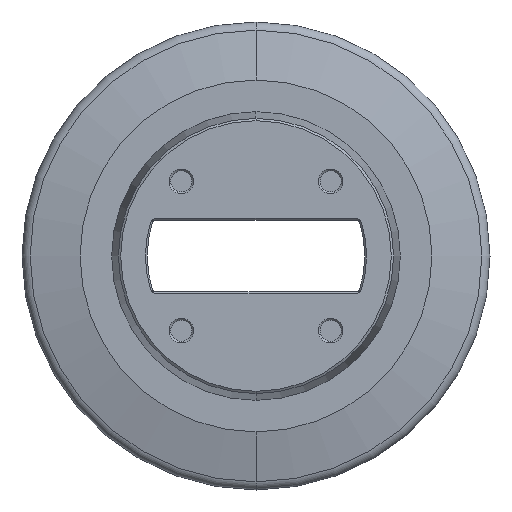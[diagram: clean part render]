
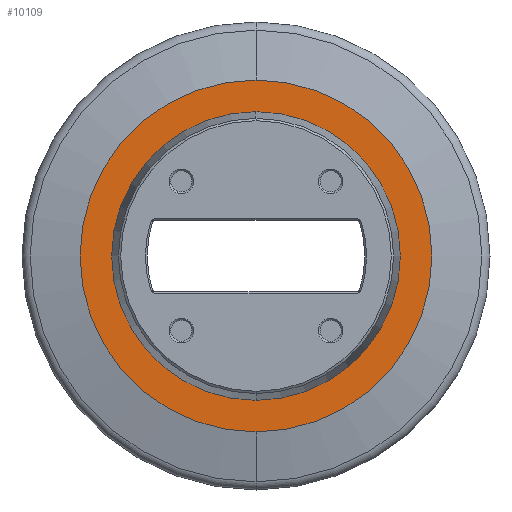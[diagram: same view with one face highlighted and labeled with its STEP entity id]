
A CAD part, front view. The second image highlights one B-rep face of the part: STEP entity #10109.
In plain terms, the highlighted planar face has unit normal (0, -1, 0).
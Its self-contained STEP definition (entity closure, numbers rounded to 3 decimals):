
#511 = DIRECTION ( 'NONE',  ( 0., 0., -1. ) ) ;
#512 = DIRECTION ( 'NONE',  ( 0., -1., 0. ) ) ;
#513 = CARTESIAN_POINT ( 'NONE',  ( 0., -103.5, 0. ) ) ;
#514 = DIRECTION ( 'NONE',  ( 0., 0., 1. ) ) ;
#515 = DIRECTION ( 'NONE',  ( 0., 1., 0. ) ) ;
#516 = CARTESIAN_POINT ( 'NONE',  ( 0., -103.5, 0. ) ) ;
#568 = DIRECTION ( 'NONE',  ( 0., 0., -1. ) ) ;
#569 = DIRECTION ( 'NONE',  ( 0., -1., 0. ) ) ;
#570 = CARTESIAN_POINT ( 'NONE',  ( 0., -103.5, 0. ) ) ;
#2131 = DIRECTION ( 'NONE',  ( 0., 1., 0. ) ) ;
#2132 = CARTESIAN_POINT ( 'NONE',  ( 0., -103.5, 0. ) ) ;
#2140 = DIRECTION ( 'NONE',  ( 0., 0., 1. ) ) ;
#2658 = EDGE_CURVE ( 'NONE', #3987, #3751, #4292, .T. ) ;
#2834 = EDGE_CURVE ( 'NONE', #4133, #3499, #6811, .T. ) ;
#2850 = EDGE_CURVE ( 'NONE', #3751, #3987, #6769, .T. ) ;
#2851 = EDGE_CURVE ( 'NONE', #3499, #4133, #6766, .T. ) ;
#3499 = VERTEX_POINT ( 'NONE', #9668 ) ;
#3751 = VERTEX_POINT ( 'NONE', #9981 ) ;
#3987 = VERTEX_POINT ( 'NONE', #9596 ) ;
#3997 = EDGE_LOOP ( 'NONE', ( #7972, #7968 ) ) ;
#4133 = VERTEX_POINT ( 'NONE', #9606 ) ;
#4181 = EDGE_LOOP ( 'NONE', ( #7943, #7964 ) ) ;
#4279 = AXIS2_PLACEMENT_3D ( 'NONE', #2132, #2131, #2140 ) ;
#4292 = CIRCLE ( 'NONE', #4279, 50. ) ;
#4799 = FACE_OUTER_BOUND ( 'NONE', #3997, .T. ) ;
#4803 = FACE_BOUND ( 'NONE', #4181, .T. ) ;
#5692 = AXIS2_PLACEMENT_3D ( 'NONE', #9344, #9346, #9347 ) ;
#6765 = AXIS2_PLACEMENT_3D ( 'NONE', #513, #512, #511 ) ;
#6766 = CIRCLE ( 'NONE', #6765, 41. ) ;
#6767 = AXIS2_PLACEMENT_3D ( 'NONE', #516, #515, #514 ) ;
#6769 = CIRCLE ( 'NONE', #6767, 50. ) ;
#6798 = AXIS2_PLACEMENT_3D ( 'NONE', #570, #569, #568 ) ;
#6811 = CIRCLE ( 'NONE', #6798, 41. ) ;
#7943 = ORIENTED_EDGE ( 'NONE', *, *, #2851, .F. ) ;
#7964 = ORIENTED_EDGE ( 'NONE', *, *, #2834, .F. ) ;
#7968 = ORIENTED_EDGE ( 'NONE', *, *, #2850, .F. ) ;
#7972 = ORIENTED_EDGE ( 'NONE', *, *, #2658, .F. ) ;
#9343 = PLANE ( 'NONE',  #5692 ) ;
#9344 = CARTESIAN_POINT ( 'NONE',  ( -50., -103.5, 0. ) ) ;
#9346 = DIRECTION ( 'NONE',  ( 0., -1., 0. ) ) ;
#9347 = DIRECTION ( 'NONE',  ( 0., 0., -1. ) ) ;
#9596 = CARTESIAN_POINT ( 'NONE',  ( 0., -103.5, 50. ) ) ;
#9606 = CARTESIAN_POINT ( 'NONE',  ( 0., -103.5, 41. ) ) ;
#9668 = CARTESIAN_POINT ( 'NONE',  ( 0., -103.5, -41. ) ) ;
#9981 = CARTESIAN_POINT ( 'NONE',  ( 0., -103.5, -50. ) ) ;
#10109 = ADVANCED_FACE ( 'NONE', ( #4799, #4803 ), #9343, .T. ) ;
